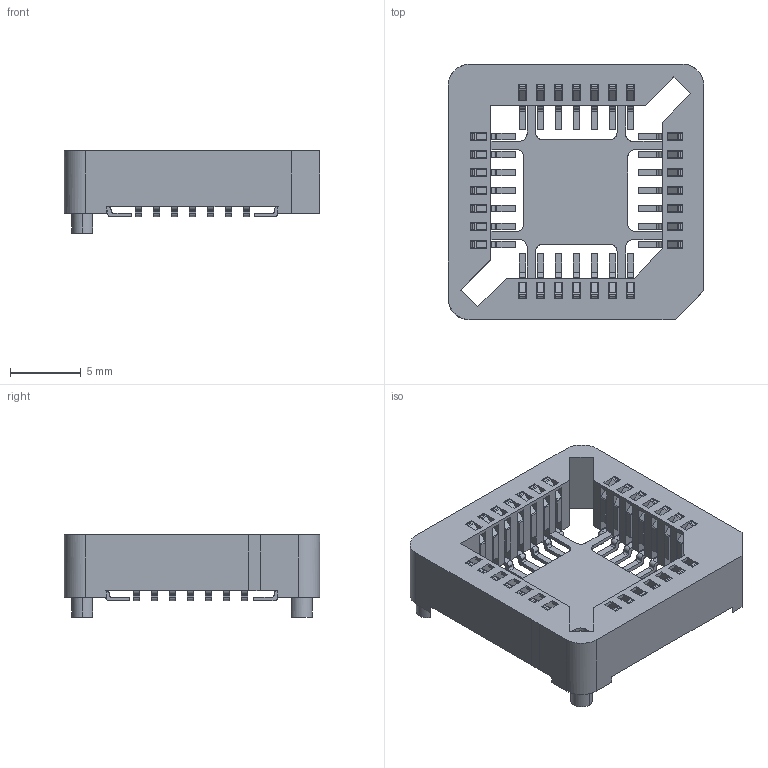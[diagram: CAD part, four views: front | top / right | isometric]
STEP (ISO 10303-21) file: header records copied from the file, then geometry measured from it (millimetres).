
FILE_DESCRIPTION(/* description */ (''),/* implementation_level */ '2;1');
FILE_NAME(/* name */ '8428-21a1-01',/* time_stamp */ '2006-03-07T13:57:42-06:00',/* author */ (''),/* organization */ (''),/* preprocessor_version */ 'ST-DEVELOPER v9',/* originating_system */ 'UGS - NX 3.0',/* authorisation */ '');
FILE_SCHEMA (('CONFIG_CONTROL_DESIGN'));
Length unit declared in the file: inch
Products named in the file (1): a0p74ACArhjo
Bounding box: 18.03 x 18.01 x 5.82 mm (x, y, z)
Volume: 628.2 mm3; surface area: 1624.5 mm2
Topology: 1 solids, 1 shells, 912 faces, 2839 edges, 1892 vertices
Faces by surface type: plane 641, cylinder 271
Entity records: 33966 total; most frequent: CARTESIAN_POINT 14169, ORIENTED_EDGE 5678, EDGE_CURVE 2839, B_SPLINE_CURVE_WITH_KNOTS 2839, VERTEX_POINT 1892, DIRECTION 1826, EDGE_LOOP 947, AXIS2_PLACEMENT_3D 913
